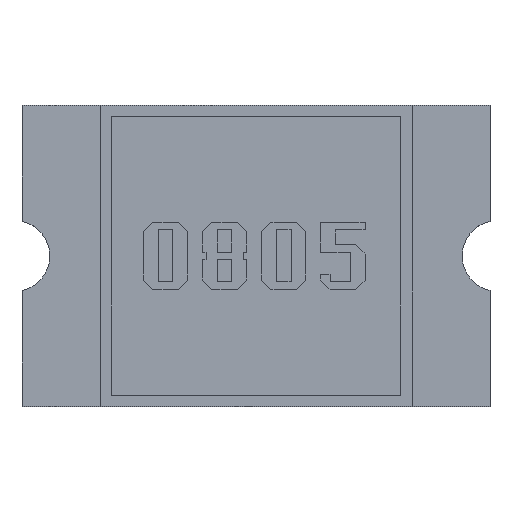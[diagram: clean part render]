
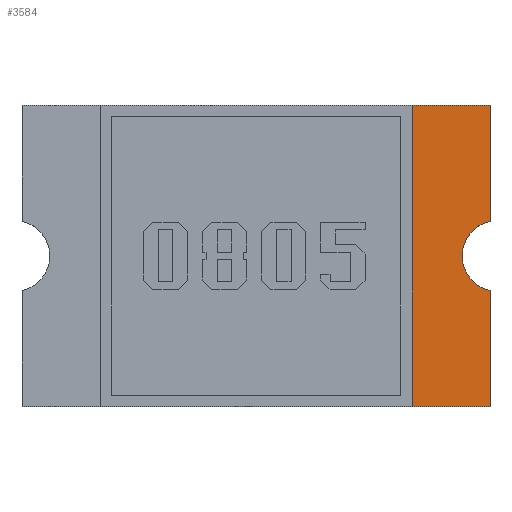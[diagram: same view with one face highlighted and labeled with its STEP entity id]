
A CAD part, top view. The second image highlights one B-rep face of the part: STEP entity #3584.
In plain terms, the highlighted planar face has unit normal (0, 0, 1).
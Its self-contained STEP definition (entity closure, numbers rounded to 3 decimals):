
#49=CIRCLE('',#3787,0.159);
#205=FACE_OUTER_BOUND('',#389,.T.);
#389=EDGE_LOOP('',(#2869,#2870,#2871,#2872,#2873,#2874));
#819=LINE('',#5583,#1278);
#820=LINE('',#5585,#1279);
#821=LINE('',#5587,#1280);
#822=LINE('',#5589,#1281);
#823=LINE('',#5590,#1282);
#1278=VECTOR('',#4559,0.52);
#1279=VECTOR('',#4560,0.35);
#1280=VECTOR('',#4561,1.35);
#1281=VECTOR('',#4562,0.35);
#1282=VECTOR('',#4563,0.52);
#1633=VERTEX_POINT('',#5506);
#1634=VERTEX_POINT('',#5508);
#1660=VERTEX_POINT('',#5582);
#1661=VERTEX_POINT('',#5584);
#1662=VERTEX_POINT('',#5586);
#1663=VERTEX_POINT('',#5588);
#2066=EDGE_CURVE('',#1633,#1634,#49,.T.);
#2103=EDGE_CURVE('',#1660,#1633,#819,.T.);
#2104=EDGE_CURVE('',#1660,#1661,#820,.T.);
#2105=EDGE_CURVE('',#1661,#1662,#821,.T.);
#2106=EDGE_CURVE('',#1662,#1663,#822,.T.);
#2107=EDGE_CURVE('',#1663,#1634,#823,.T.);
#2869=ORIENTED_EDGE('',*,*,#2103,.F.);
#2870=ORIENTED_EDGE('',*,*,#2104,.T.);
#2871=ORIENTED_EDGE('',*,*,#2105,.T.);
#2872=ORIENTED_EDGE('',*,*,#2106,.T.);
#2873=ORIENTED_EDGE('',*,*,#2107,.T.);
#2874=ORIENTED_EDGE('',*,*,#2066,.F.);
#3281=PLANE('',#3798);
#3584=ADVANCED_FACE('',(#205),#3281,.T.);
#3787=AXIS2_PLACEMENT_3D('',#5509,#4499,#4500);
#3798=AXIS2_PLACEMENT_3D('',#5581,#4557,#4558);
#4499=DIRECTION('center_axis',(0.,0.,
1.));
#4500=DIRECTION('ref_axis',(0.213,-0.977,0.));
#4557=DIRECTION('center_axis',(0.,0.,
1.));
#4558=DIRECTION('ref_axis',(1.,0.,0.));
#4559=DIRECTION('',(0.,-1.,0.));
#4560=DIRECTION('',(-1.,0.,0.));
#4561=DIRECTION('',(0.,-1.,0.));
#4562=DIRECTION('',(1.,0.,0.));
#4563=DIRECTION('',(0.,1.,0.));
#5506=CARTESIAN_POINT('',(1.05,0.155,0.53));
#5508=CARTESIAN_POINT('',(1.05,-0.155,0.53));
#5509=CARTESIAN_POINT('Origin',(1.084,0.,0.53));
#5581=CARTESIAN_POINT('Origin',(0.867,0.,0.53));
#5582=CARTESIAN_POINT('',(1.05,0.675,0.53));
#5583=CARTESIAN_POINT('',(1.05,0.083,0.53));
#5584=CARTESIAN_POINT('',(0.7,0.675,0.53));
#5585=CARTESIAN_POINT('',(0.7,0.675,0.53));
#5586=CARTESIAN_POINT('',(0.7,-0.675,0.53));
#5587=CARTESIAN_POINT('',(0.7,-0.675,0.53));
#5588=CARTESIAN_POINT('',(1.05,-0.675,0.53));
#5589=CARTESIAN_POINT('',(1.05,-0.675,0.53));
#5590=CARTESIAN_POINT('',(1.05,-0.165,0.53));
